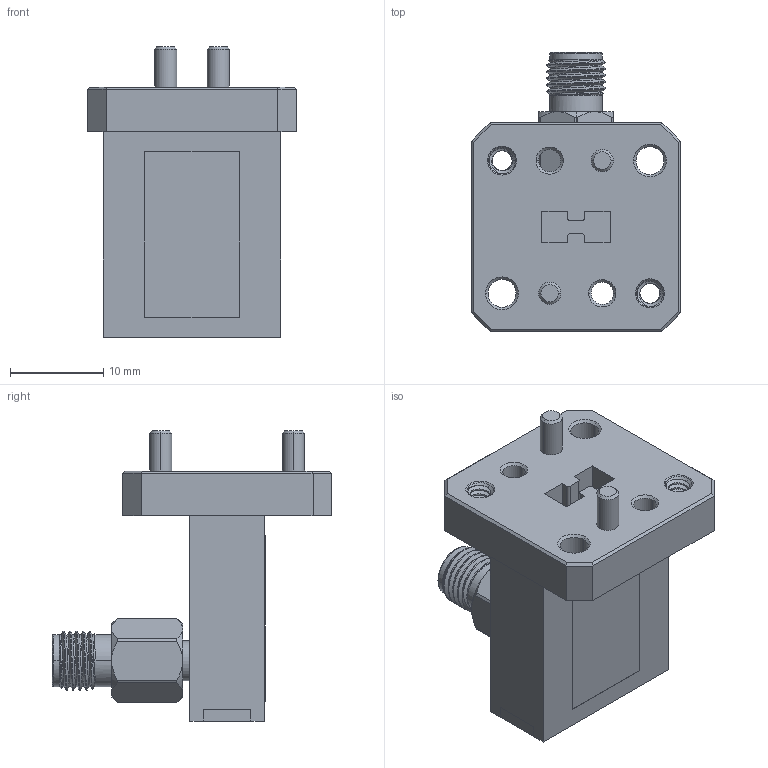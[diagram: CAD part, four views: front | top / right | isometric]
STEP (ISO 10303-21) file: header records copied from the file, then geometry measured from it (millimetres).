
FILE_DESCRIPTION (( 'STEP AP203' ), '1' );
FILE_NAME ('PEWCA1115.step', '2020-10-30T19:58:15', ( '' ), ( '' ), 'SwSTEP 2.0', 'SolidWorks 2018', '' );
FILE_SCHEMA (( 'CONFIG_CONTROL_DESIGN' ));
Length unit declared in the file: inch
Products named in the file (1): PEWCA1115
Bounding box: 22.4 x 29.93 x 31.1 mm (x, y, z)
Volume: 5582.7 mm3; surface area: 4100.1 mm2
Topology: 1 solids, 1 shells, 449 faces, 1162 edges, 750 vertices
Faces by surface type: plane 187, cylinder 115, cone 104, bspline 41, torus 2
Entity records: 23252 total; most frequent: CARTESIAN_POINT 12982, ORIENTED_EDGE 2324, DIRECTION 1874, EDGE_CURVE 1162, VERTEX_POINT 750, AXIS2_PLACEMENT_3D 700, EDGE_LOOP 496, VECTOR 474
